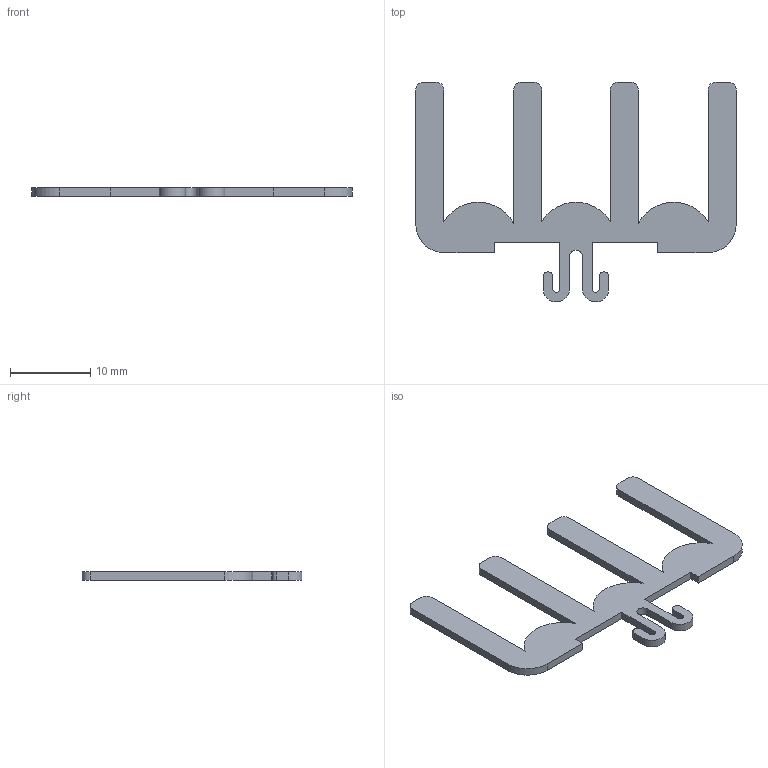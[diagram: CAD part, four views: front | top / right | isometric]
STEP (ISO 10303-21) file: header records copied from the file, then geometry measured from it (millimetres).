
FILE_DESCRIPTION((''),'2;1');
FILE_NAME('SP040_extern.ipt.step','2007-09-10T15:08:13',(''),(''),'Autodesk Inventor 11','Autodesk Inventor 11','');
FILE_SCHEMA(('AUTOMOTIVE_DESIGN { 1 0 10303 214 1 1 1 1 }'));
Length unit declared in the file: millimetre
Products named in the file (1): SP040_extern
Bounding box: 40 x 27.45 x 1 mm (x, y, z)
Volume: 438 mm3; surface area: 1146.3 mm2
Topology: 1 solids, 1 shells, 48 faces, 138 edges, 92 vertices
Faces by surface type: plane 28, cylinder 20
Entity records: 1605 total; most frequent: CARTESIAN_POINT 279, DIRECTION 276, ORIENTED_EDGE 276, EDGE_CURVE 138, VECTOR 98, LINE 98, VERTEX_POINT 92, AXIS2_PLACEMENT_3D 89
